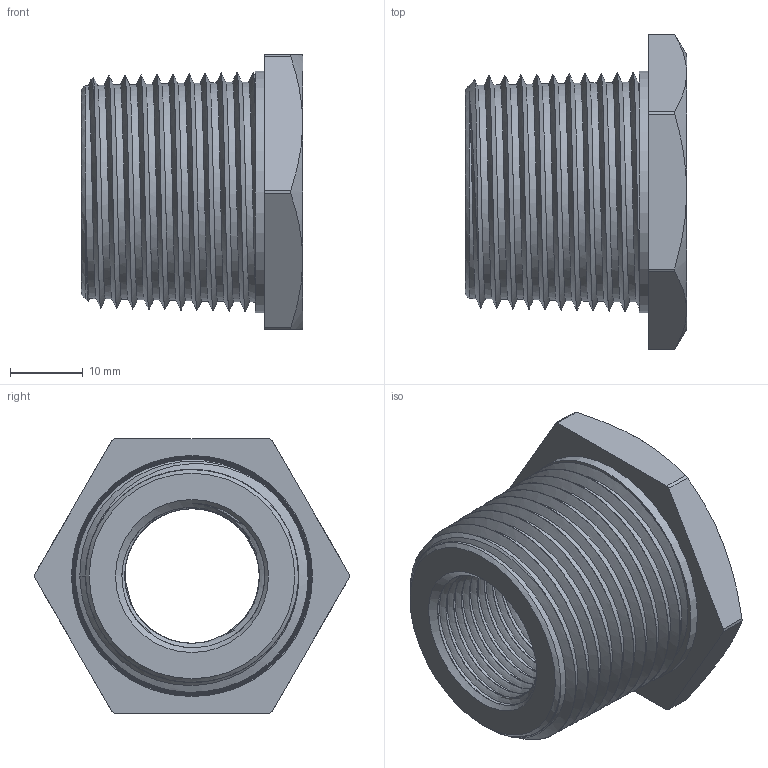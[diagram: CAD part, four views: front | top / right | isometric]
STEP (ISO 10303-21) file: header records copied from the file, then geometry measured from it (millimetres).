
FILE_DESCRIPTION(/* description */ ('Adapter Metall Ex NPT 1" / M20x1,5'),/* implementation_level */ '2;1');
FILE_NAME(/* name */ 'RX740479-RST.stp',/* time_stamp */ '2021-12-08T08:56:20+01:00',/* author */ ('sl'),/* organization */ (''),/* preprocessor_version */ 'ST-DEVELOPER v16.5',/* originating_system */ 'Autodesk Inventor 2017',/* authorisation */ '');
FILE_SCHEMA (('AUTOMOTIVE_DESIGN { 1 0 10303 214 3 1 1 }'));
Length unit declared in the file: millimetre
Products named in the file (1): RX740474
Bounding box: 30.37 x 43.16 x 37.6 mm (x, y, z)
Volume: 15711.8 mm3; surface area: 11676.4 mm2
Topology: 1 solids, 1 shells, 37 faces, 93 edges, 60 vertices
Faces by surface type: cone 12, plane 10, cylinder 9, bspline 6
Full cylindrical faces by diameter (mm): 33.09 x1
Entity records: 8057 total; most frequent: CARTESIAN_POINT 7280, ORIENTED_EDGE 160, DIRECTION 140, EDGE_CURVE 80, AXIS2_PLACEMENT_3D 61, VERTEX_POINT 53, EDGE_LOOP 43, FACE_OUTER_BOUND 35
